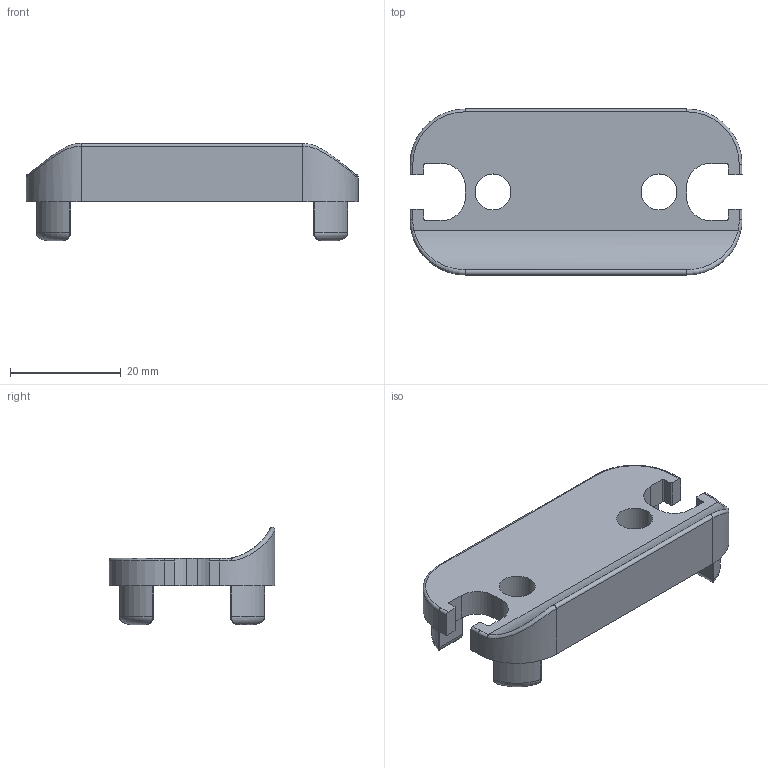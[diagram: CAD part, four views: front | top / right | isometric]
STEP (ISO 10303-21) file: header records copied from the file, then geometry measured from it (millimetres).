
FILE_DESCRIPTION (( 'STEP AP203' ), '1' );
FILE_NAME ('800.029.116.STEP', '2014-11-13T10:45:37', ( '' ), ( '' ), 'SwSTEP 2.0', 'SolidWorks 2012', '' );
FILE_SCHEMA (( 'CONFIG_CONTROL_DESIGN' ));
Length unit declared in the file: millimetre
Products named in the file (1): 800.029.116
Bounding box: 60 x 30 x 17.58 mm (x, y, z)
Volume: 9003.6 mm3; surface area: 5131.6 mm2
Topology: 1 solids, 1 shells, 109 faces, 277 edges, 162 vertices
Faces by surface type: cylinder 53, plane 34, bspline 14, torus 8
Entity records: 4042 total; most frequent: CARTESIAN_POINT 1459, ORIENTED_EDGE 530, DIRECTION 521, EDGE_CURVE 265, AXIS2_PLACEMENT_3D 192, VERTEX_POINT 162, VECTOR 137, LINE 137
